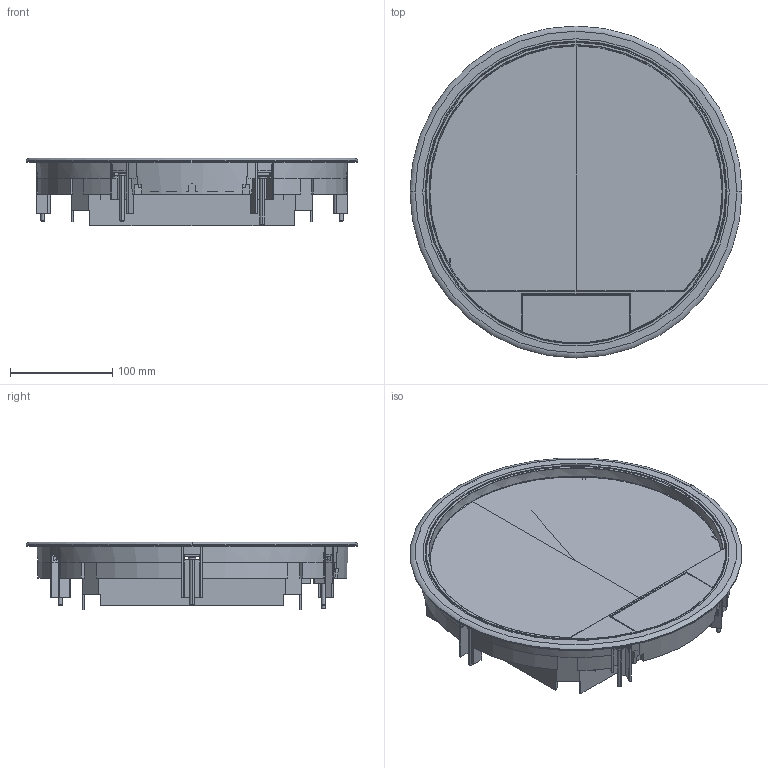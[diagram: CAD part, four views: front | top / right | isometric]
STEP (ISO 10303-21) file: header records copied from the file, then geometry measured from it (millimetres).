
FILE_DESCRIPTION (( 'STEP AP214' ), '1' );
FILE_NAME ('30369A6.stp', '2016-04-26T09:52:49', ( '' ), ( '' ), 'SwSTEP 2.0', 'SolidWorks 2014', '' );
FILE_SCHEMA (( 'AUTOMOTIVE_DESIGN' ));
Length unit declared in the file: millimetre
Products named in the file (9): 40046K_Standard; 30369A6; 43822A_Standard; 43823A_Standard; 40452G_Standard; 39405602T1_Standard; 43821A_Standard; 43825D_Standard; 43824A_Standard
Assembly tree (13 placements, depth 3):
  30369A6
    43821A_Standard
    43822A_Standard
    43823A_Standard
    40452G_Standard
      43824A_Standard
      43825D_Standard
    40046K_Standard  x6
      39405602T1_Standard
Bounding box: 324 x 324 x 66.1 mm (x, y, z)
Volume: 546518.9 mm3; surface area: 451106.8 mm2
Topology: 12 solids, 12 shells, 1444 faces, 3853 edges, 2404 vertices
Faces by surface type: plane 734, cylinder 248, bspline 244, cone 99, torus 95, sphere 24
Entity records: 49569 total; most frequent: CARTESIAN_POINT 19118, ORIENTED_EDGE 6860, DIRECTION 5415, EDGE_CURVE 3430, VERTEX_POINT 2163, AXIS2_PLACEMENT_3D 1812, VECTOR 1791, LINE 1791
